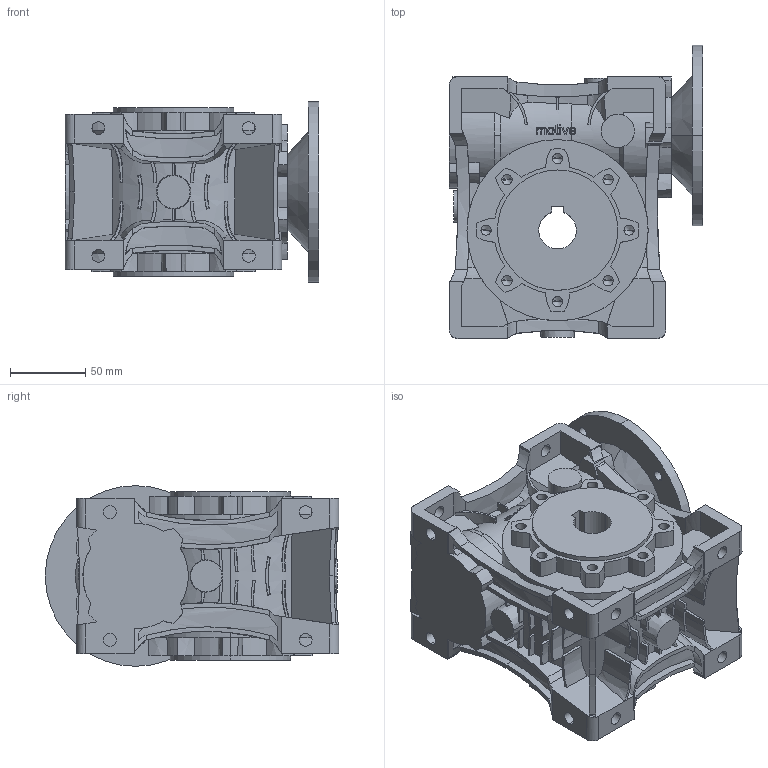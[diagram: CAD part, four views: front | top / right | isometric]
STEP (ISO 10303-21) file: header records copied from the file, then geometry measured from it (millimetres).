
FILE_DESCRIPTION (( 'STEP AP214' ), '1' );
FILE_NAME ('BOX63PAM80B14.STEP', '2013-10-02T05:59:58', ( '' ), ( '' ), 'SwSTEP 2.0', 'SolidWorks 2012', '' );
FILE_SCHEMA (( 'AUTOMOTIVE_DESIGN' ));
Length unit declared in the file: millimetre
Products named in the file (3): B063 Input Flanges_80B14; box063-1; BOX63PAM80B14
Assembly tree (2 placements, depth 2):
  BOX63PAM80B14
    box063-1
    B063 Input Flanges_80B14
Bounding box: 168.5 x 195 x 120 mm (x, y, z)
Volume: 1776821.1 mm3; surface area: 235554.8 mm2
Topology: 2 solids, 2 shells, 1313 faces, 3852 edges, 2545 vertices
Faces by surface type: plane 583, cylinder 371, cone 300, bspline 45, torus 14
Entity records: 49139 total; most frequent: CARTESIAN_POINT 16556, ORIENTED_EDGE 7640, DIRECTION 5580, EDGE_CURVE 3820, VERTEX_POINT 2545, AXIS2_PLACEMENT_3D 1912, LINE 1756, VECTOR 1756
